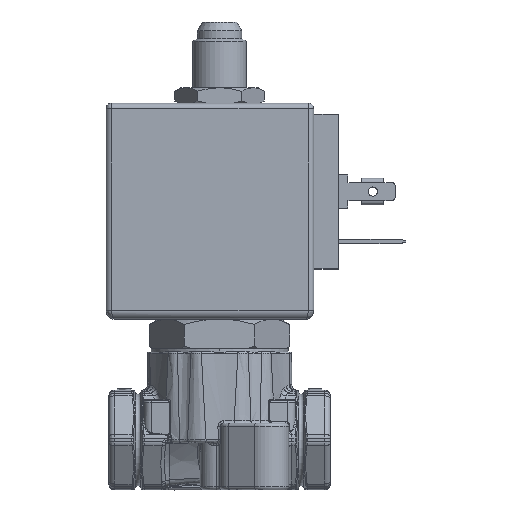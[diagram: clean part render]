
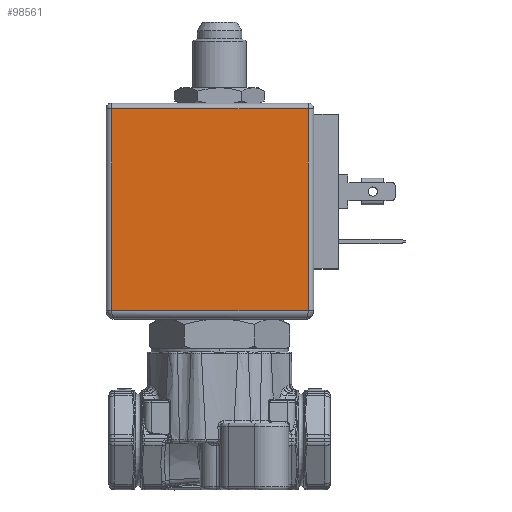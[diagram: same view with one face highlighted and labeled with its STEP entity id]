
A CAD part, top view. The second image highlights one B-rep face of the part: STEP entity #98561.
In plain terms, the highlighted planar face has unit normal (0, 0, -1).
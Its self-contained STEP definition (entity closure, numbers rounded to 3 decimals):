
#90293=DIRECTION('',(0.,1.,0.));
#90294=VECTOR('',#90293,36.5);
#90295=CARTESIAN_POINT('',(16.,6.85,15.));
#90296=LINE('',#90295,#90294);
#90567=DIRECTION('',(0.,-1.,0.));
#90568=VECTOR('',#90567,36.5);
#90569=CARTESIAN_POINT('',(-19.5,43.35,15.));
#90570=LINE('',#90569,#90568);
#90702=DIRECTION('',(-1.,0.,0.));
#90703=VECTOR('',#90702,35.5);
#90704=CARTESIAN_POINT('',(16.,43.35,15.));
#90705=LINE('',#90704,#90703);
#97301=DIRECTION('',(1.,0.,0.));
#97302=VECTOR('',#97301,35.5);
#97303=CARTESIAN_POINT('',(-19.5,6.85,
15.));
#97304=LINE('',#97303,#97302);
#97389=CARTESIAN_POINT('',(16.,6.85,15.));
#97390=CARTESIAN_POINT('',(16.,43.35,15.));
#97391=VERTEX_POINT('',#97389);
#97392=VERTEX_POINT('',#97390);
#97393=CARTESIAN_POINT('',(-19.5,43.35,15.));
#97394=VERTEX_POINT('',#97393);
#97395=CARTESIAN_POINT('',(-19.5,6.85,
15.));
#97396=VERTEX_POINT('',#97395);
#98546=CARTESIAN_POINT('',(-1.75,25.1,15.));
#98547=DIRECTION('',(0.,0.,1.));
#98548=DIRECTION('',(-1.,0.,0.));
#98549=AXIS2_PLACEMENT_3D('',#98546,#98547,#98548);
#98550=PLANE('',#98549);
#98552=ORIENTED_EDGE('',*,*,#98551,.T.);
#98554=ORIENTED_EDGE('',*,*,#98553,.T.);
#98556=ORIENTED_EDGE('',*,*,#98555,.T.);
#98558=ORIENTED_EDGE('',*,*,#98557,.T.);
#98559=EDGE_LOOP('',(#98552,#98554,#98556,#98558));
#98560=FACE_OUTER_BOUND('',#98559,.F.);
#98551=EDGE_CURVE('',#97391,#97392,#90296,.T.);
#98553=EDGE_CURVE('',#97392,#97394,#90705,.T.);
#98555=EDGE_CURVE('',#97394,#97396,#90570,.T.);
#98557=EDGE_CURVE('',#97396,#97391,#97304,.T.);
#98561=ADVANCED_FACE('',(#98560),#98550,.F.);
